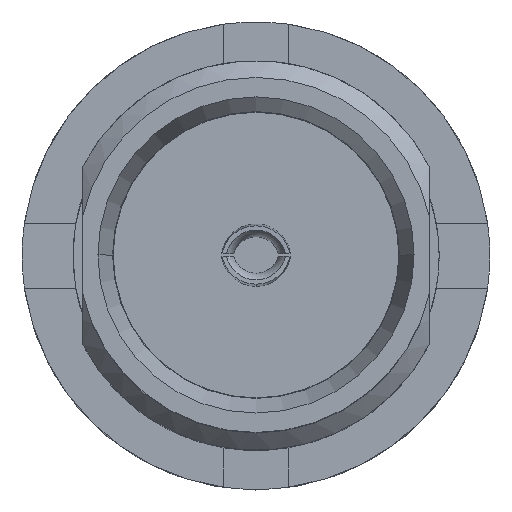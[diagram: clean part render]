
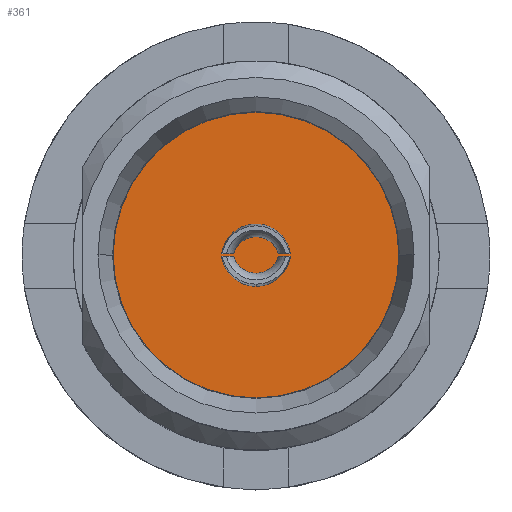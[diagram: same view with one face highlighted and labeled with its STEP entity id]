
A CAD part, top view. The second image highlights one B-rep face of the part: STEP entity #361.
In plain terms, the highlighted planar face has unit normal (0, 0, 1).
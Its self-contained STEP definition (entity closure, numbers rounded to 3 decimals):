
#11 = VERTEX_POINT ( 'NONE', #1923 ) ;
#75 = VERTEX_POINT ( 'NONE', #2918 ) ;
#181 = CARTESIAN_POINT ( 'NONE',  ( -0.514, -0.07, -2.335 ) ) ;
#256 = AXIS2_PLACEMENT_3D ( 'NONE', #948, #1453, #1840 ) ;
#259 = ORIENTED_EDGE ( 'NONE', *, *, #2427, .F. ) ;
#328 = CARTESIAN_POINT ( 'NONE',  ( -0.514, 0.07, -2.335 ) ) ;
#348 = CARTESIAN_POINT ( 'NONE',  ( -0.329, 0.702, -2.335 ) ) ;
#354 = EDGE_CURVE ( 'NONE', #75, #3771, #1573, .T. ) ;
#361 = ADVANCED_FACE ( 'NONE', ( #3163, #2363, #2263 ), #2108, .F. ) ;
#367 = DIRECTION ( 'NONE',  ( -1., 0., 0. ) ) ;
#397 = EDGE_CURVE ( 'NONE', #1498, #11, #542, .T. ) ;
#419 = ORIENTED_EDGE ( 'NONE', *, *, #3633, .T. ) ;
#454 = ORIENTED_EDGE ( 'NONE', *, *, #1943, .F. ) ;
#473 = EDGE_LOOP ( 'NONE', ( #419, #2020, #1747, #1748 ) ) ;
#508 = CARTESIAN_POINT ( 'NONE',  ( -0.514, -0.07, -2.335 ) ) ;
#540 = CARTESIAN_POINT ( 'NONE',  ( -0.444, -0.307, -2.335 ) ) ;
#542 =( BOUNDED_CURVE ( )  B_SPLINE_CURVE ( 3, ( #1202, #2296, #3331, #2901 ),
 .UNSPECIFIED., .F., .F. ) 
 B_SPLINE_CURVE_WITH_KNOTS ( ( 4, 4 ),
 ( 1.759, 3.142 ),
 .UNSPECIFIED. ) 
 CURVE ( )  GEOMETRIC_REPRESENTATION_ITEM ( )  RATIONAL_B_SPLINE_CURVE ( ( 1., 0.847, 0.847, 1. ) ) 
 REPRESENTATION_ITEM ( '' )  );
#550 = CARTESIAN_POINT ( 'NONE',  ( -0.247, -0.455, -2.335 ) ) ;
#593 = CARTESIAN_POINT ( 'NONE',  ( -0.786, 0.07, -2.335 ) ) ;
#612 = CARTESIAN_POINT ( 'NONE',  ( 0., -0.455, -2.335 ) ) ;
#631 = CARTESIAN_POINT ( 'NONE',  ( 0.329, 0.702, -2.335 ) ) ;
#638 = CARTESIAN_POINT ( 'NONE',  ( -3.3, 0., -2.335 ) ) ;
#688 = ORIENTED_EDGE ( 'NONE', *, *, #1189, .F. ) ;
#708 = CARTESIAN_POINT ( 'NONE',  ( 0.514, 0.07, -2.335 ) ) ;
#719 =( BOUNDED_CURVE ( )  B_SPLINE_CURVE ( 3, ( #2553, #2606, #2825, #2498 ),
 .UNSPECIFIED., .F., .F. ) 
 B_SPLINE_CURVE_WITH_KNOTS ( ( 4, 4 ),
 ( 1.759, 4.524 ),
 .UNSPECIFIED. ) 
 CURVE ( )  GEOMETRIC_REPRESENTATION_ITEM ( )  RATIONAL_B_SPLINE_CURVE ( ( 1., 0.458, 0.458, 1. ) ) 
 REPRESENTATION_ITEM ( '' )  );
#738 = EDGE_CURVE ( 'NONE', #1046, #2095, #719, .T. ) ;
#948 = CARTESIAN_POINT ( 'NONE',  ( 0., 0., -2.335 ) ) ;
#950 = VECTOR ( 'NONE', #3461, 1000. ) ;
#968 = CARTESIAN_POINT ( 'NONE',  ( 0., 0.07, -2.335 ) ) ;
#1015 = EDGE_CURVE ( 'NONE', #3150, #1046, #2668, .T. ) ;
#1025 = CARTESIAN_POINT ( 'NONE',  ( -0.514, 0.07, -2.335 ) ) ;
#1046 = VERTEX_POINT ( 'NONE', #593 ) ;
#1073 = ORIENTED_EDGE ( 'NONE', *, *, #2827, .F. ) ;
#1078 = VERTEX_POINT ( 'NONE', #3506 ) ;
#1116 = CARTESIAN_POINT ( 'NONE',  ( 3.3, 0., -2.335 ) ) ;
#1117 = VERTEX_POINT ( 'NONE', #181 ) ;
#1122 = VERTEX_POINT ( 'NONE', #1116 ) ;
#1132 = LINE ( 'NONE', #968, #1829 ) ;
#1171 = ORIENTED_EDGE ( 'NONE', *, *, #1341, .F. ) ;
#1189 = EDGE_CURVE ( 'NONE', #2418, #1122, #2444, .T. ) ;
#1202 = CARTESIAN_POINT ( 'NONE',  ( -0.786, -0.07, -2.335 ) ) ;
#1283 = CARTESIAN_POINT ( 'NONE',  ( 0.247, -0.455, -2.335 ) ) ;
#1341 = EDGE_CURVE ( 'NONE', #1117, #1498, #1841, .T. ) ;
#1453 = DIRECTION ( 'NONE',  ( 0., 0., -1. ) ) ;
#1484 = CARTESIAN_POINT ( 'NONE',  ( 0., -0.455, -2.335 ) ) ;
#1496 = CARTESIAN_POINT ( 'NONE',  ( 0.711, -0.464, -2.335 ) ) ;
#1498 = VERTEX_POINT ( 'NONE', #1500 ) ;
#1500 = CARTESIAN_POINT ( 'NONE',  ( -0.786, -0.07, -2.335 ) ) ;
#1534 = EDGE_CURVE ( 'NONE', #1122, #2418, #1570, .T. ) ;
#1570 = CIRCLE ( 'NONE', #3384, 3.3 ) ;
#1573 = LINE ( 'NONE', #3878, #3064 ) ;
#1707 =( BOUNDED_CURVE ( )  B_SPLINE_CURVE ( 3, ( #2611, #2662, #1283, #1484 ),
 .UNSPECIFIED., .F., .F. ) 
 B_SPLINE_CURVE_WITH_KNOTS ( ( 4, 4 ),
 ( 1.855, 3.142 ),
 .UNSPECIFIED. ) 
 CURVE ( )  GEOMETRIC_REPRESENTATION_ITEM ( )  RATIONAL_B_SPLINE_CURVE ( ( 1., 0.867, 0.867, 1. ) ) 
 REPRESENTATION_ITEM ( '' )  );
#1747 = ORIENTED_EDGE ( 'NONE', *, *, #1015, .T. ) ;
#1748 = ORIENTED_EDGE ( 'NONE', *, *, #738, .T. ) ;
#1765 = VERTEX_POINT ( 'NONE', #3277 ) ;
#1829 = VECTOR ( 'NONE', #2171, 1000. ) ;
#1840 = DIRECTION ( 'NONE',  ( -1., 0., 0. ) ) ;
#1841 = LINE ( 'NONE', #2247, #950 ) ;
#1868 = VECTOR ( 'NONE', #2412, 1000. ) ;
#1897 = AXIS2_PLACEMENT_3D ( 'NONE', #3580, #2820, #2324 ) ;
#1923 = CARTESIAN_POINT ( 'NONE',  ( 0., -0.72, -2.335 ) ) ;
#1943 = EDGE_CURVE ( 'NONE', #3771, #1078, #1707, .T. ) ;
#2020 = ORIENTED_EDGE ( 'NONE', *, *, #2430, .T. ) ;
#2024 = ORIENTED_EDGE ( 'NONE', *, *, #397, .F. ) ;
#2095 = VERTEX_POINT ( 'NONE', #3648 ) ;
#2108 = PLANE ( 'NONE',  #1897 ) ;
#2122 =( BOUNDED_CURVE ( )  B_SPLINE_CURVE ( 3, ( #2983, #3316, #1496, #3631 ),
 .UNSPECIFIED., .F., .F. ) 
 B_SPLINE_CURVE_WITH_KNOTS ( ( 4, 4 ),
 ( 3.142, 4.524 ),
 .UNSPECIFIED. ) 
 CURVE ( )  GEOMETRIC_REPRESENTATION_ITEM ( )  RATIONAL_B_SPLINE_CURVE ( ( 1., 0.847, 0.847, 1. ) ) 
 REPRESENTATION_ITEM ( '' )  );
#2171 = DIRECTION ( 'NONE',  ( -1., 0., 0. ) ) ;
#2247 = CARTESIAN_POINT ( 'NONE',  ( 0., -0.07, -2.335 ) ) ;
#2263 = FACE_BOUND ( 'NONE', #3218, .T. ) ;
#2290 = ORIENTED_EDGE ( 'NONE', *, *, #354, .F. ) ;
#2296 = CARTESIAN_POINT ( 'NONE',  ( -0.711, -0.464, -2.335 ) ) ;
#2324 = DIRECTION ( 'NONE',  ( -1., 0., 0. ) ) ;
#2363 = FACE_BOUND ( 'NONE', #473, .T. ) ;
#2412 = DIRECTION ( 'NONE',  ( -1., 0., 0. ) ) ;
#2418 = VERTEX_POINT ( 'NONE', #638 ) ;
#2427 = EDGE_CURVE ( 'NONE', #1078, #1117, #3197, .T. ) ;
#2430 = EDGE_CURVE ( 'NONE', #1765, #3150, #3379, .T. ) ;
#2444 = CIRCLE ( 'NONE', #256, 3.3 ) ;
#2467 = DIRECTION ( 'NONE',  ( 0., 0., -1. ) ) ;
#2498 = CARTESIAN_POINT ( 'NONE',  ( 0.786, 0.07, -2.335 ) ) ;
#2547 = CARTESIAN_POINT ( 'NONE',  ( 0.514, -0.07, -2.335 ) ) ;
#2553 = CARTESIAN_POINT ( 'NONE',  ( -0.786, 0.07, -2.335 ) ) ;
#2606 = CARTESIAN_POINT ( 'NONE',  ( -0.571, 1.193, -2.335 ) ) ;
#2611 = CARTESIAN_POINT ( 'NONE',  ( 0.514, -0.07, -2.335 ) ) ;
#2651 = CARTESIAN_POINT ( 'NONE',  ( 0., 0.07, -2.335 ) ) ;
#2662 = CARTESIAN_POINT ( 'NONE',  ( 0.444, -0.307, -2.335 ) ) ;
#2668 = LINE ( 'NONE', #2651, #1868 ) ;
#2820 = DIRECTION ( 'NONE',  ( 0., 0., -1. ) ) ;
#2825 = CARTESIAN_POINT ( 'NONE',  ( 0.571, 1.193, -2.335 ) ) ;
#2827 = EDGE_CURVE ( 'NONE', #11, #75, #2122, .T. ) ;
#2901 = CARTESIAN_POINT ( 'NONE',  ( 0., -0.72, -2.335 ) ) ;
#2918 = CARTESIAN_POINT ( 'NONE',  ( 0.786, -0.07, -2.335 ) ) ;
#2983 = CARTESIAN_POINT ( 'NONE',  ( 0., -0.72, -2.335 ) ) ;
#3064 = VECTOR ( 'NONE', #3763, 1000. ) ;
#3150 = VERTEX_POINT ( 'NONE', #1025 ) ;
#3163 = FACE_OUTER_BOUND ( 'NONE', #3824, .T. ) ;
#3197 =( BOUNDED_CURVE ( )  B_SPLINE_CURVE ( 3, ( #612, #550, #540, #508 ),
 .UNSPECIFIED., .F., .F. ) 
 B_SPLINE_CURVE_WITH_KNOTS ( ( 4, 4 ),
 ( 3.142, 4.428 ),
 .UNSPECIFIED. ) 
 CURVE ( )  GEOMETRIC_REPRESENTATION_ITEM ( )  RATIONAL_B_SPLINE_CURVE ( ( 1., 0.867, 0.867, 1. ) ) 
 REPRESENTATION_ITEM ( '' )  );
#3218 = EDGE_LOOP ( 'NONE', ( #454, #2290, #1073, #2024, #1171, #259 ) ) ;
#3277 = CARTESIAN_POINT ( 'NONE',  ( 0.514, 0.07, -2.335 ) ) ;
#3316 = CARTESIAN_POINT ( 'NONE',  ( 0.401, -0.72, -2.335 ) ) ;
#3331 = CARTESIAN_POINT ( 'NONE',  ( -0.401, -0.72, -2.335 ) ) ;
#3379 =( BOUNDED_CURVE ( )  B_SPLINE_CURVE ( 3, ( #708, #631, #348, #328 ),
 .UNSPECIFIED., .F., .F. ) 
 B_SPLINE_CURVE_WITH_KNOTS ( ( 4, 4 ),
 ( 1.855, 4.428 ),
 .UNSPECIFIED. ) 
 CURVE ( )  GEOMETRIC_REPRESENTATION_ITEM ( )  RATIONAL_B_SPLINE_CURVE ( ( 1., 0.52, 0.52, 1. ) ) 
 REPRESENTATION_ITEM ( '' )  );
#3384 = AXIS2_PLACEMENT_3D ( 'NONE', #3447, #2467, #367 ) ;
#3447 = CARTESIAN_POINT ( 'NONE',  ( 0., 0., -2.335 ) ) ;
#3461 = DIRECTION ( 'NONE',  ( -1., 0., 0. ) ) ;
#3506 = CARTESIAN_POINT ( 'NONE',  ( 0., -0.455, -2.335 ) ) ;
#3580 = CARTESIAN_POINT ( 'NONE',  ( 0., 0., -2.335 ) ) ;
#3605 = ORIENTED_EDGE ( 'NONE', *, *, #1534, .F. ) ;
#3631 = CARTESIAN_POINT ( 'NONE',  ( 0.786, -0.07, -2.335 ) ) ;
#3633 = EDGE_CURVE ( 'NONE', #2095, #1765, #1132, .T. ) ;
#3648 = CARTESIAN_POINT ( 'NONE',  ( 0.786, 0.07, -2.335 ) ) ;
#3763 = DIRECTION ( 'NONE',  ( -1., 0., 0. ) ) ;
#3771 = VERTEX_POINT ( 'NONE', #2547 ) ;
#3824 = EDGE_LOOP ( 'NONE', ( #3605, #688 ) ) ;
#3878 = CARTESIAN_POINT ( 'NONE',  ( 0., -0.07, -2.335 ) ) ;
